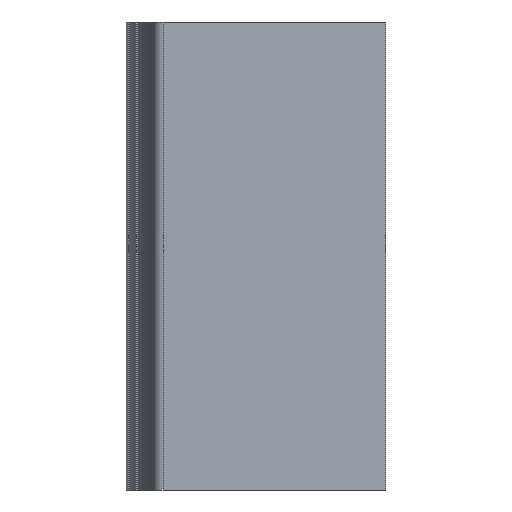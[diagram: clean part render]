
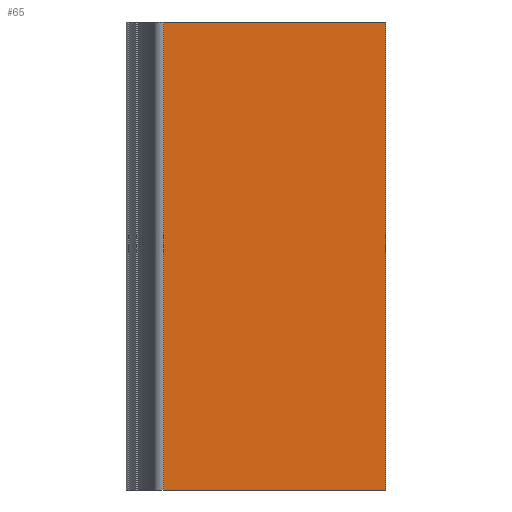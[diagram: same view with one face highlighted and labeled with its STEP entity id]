
A CAD part, left-side view. The second image highlights one B-rep face of the part: STEP entity #65.
In plain terms, the highlighted planar face has unit normal (-1, 0, 0).
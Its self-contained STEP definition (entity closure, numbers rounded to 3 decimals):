
#65 = ADVANCED_FACE( '', ( #155 ), #156, .F. );
#155 = FACE_OUTER_BOUND( '', #275, .T. );
#156 = PLANE( '', #276 );
#275 = EDGE_LOOP( '', ( #404, #405, #406, #407 ) );
#276 = AXIS2_PLACEMENT_3D( '', #408, #409, #410 );
#404 = ORIENTED_EDGE( '', *, *, #711, .T. );
#405 = ORIENTED_EDGE( '', *, *, #712, .F. );
#406 = ORIENTED_EDGE( '', *, *, #713, .F. );
#407 = ORIENTED_EDGE( '', *, *, #714, .T. );
#408 = CARTESIAN_POINT( '', ( 0., 21.375, 22.5 ) );
#409 = DIRECTION( '', ( 1., 0., 0. ) );
#410 = DIRECTION( '', ( 0., 0., -1. ) );
#711 = EDGE_CURVE( '', #847, #848, #849, .T. );
#712 = EDGE_CURVE( '', #850, #848, #851, .T. );
#713 = EDGE_CURVE( '', #852, #850, #853, .T. );
#714 = EDGE_CURVE( '', #852, #847, #854, .T. );
#847 = VERTEX_POINT( '', #1039 );
#848 = VERTEX_POINT( '', #1040 );
#849 = LINE( '', #1041, #1042 );
#850 = VERTEX_POINT( '', #1043 );
#851 = LINE( '', #1044, #1045 );
#852 = VERTEX_POINT( '', #1046 );
#853 = LINE( '', #1047, #1048 );
#854 = LINE( '', #1049, #1050 );
#1039 = CARTESIAN_POINT( '', ( 0., 21.375, -22.5 ) );
#1040 = CARTESIAN_POINT( '', ( 0., 0., -22.5 ) );
#1041 = CARTESIAN_POINT( '', ( 0., 21.375, -22.5 ) );
#1042 = VECTOR( '', #1260, 1000. );
#1043 = CARTESIAN_POINT( '', ( 0., 0., 22.5 ) );
#1044 = CARTESIAN_POINT( '', ( 0., 0., 22.5 ) );
#1045 = VECTOR( '', #1261, 1000. );
#1046 = CARTESIAN_POINT( '', ( 0., 21.375, 22.5 ) );
#1047 = CARTESIAN_POINT( '', ( 0., 21.375, 22.5 ) );
#1048 = VECTOR( '', #1262, 1000. );
#1049 = CARTESIAN_POINT( '', ( 0., 21.375, 22.5 ) );
#1050 = VECTOR( '', #1263, 1000. );
#1260 = DIRECTION( '', ( 0., -1., 0. ) );
#1261 = DIRECTION( '', ( 0., 0., -1. ) );
#1262 = DIRECTION( '', ( 0., -1., 0. ) );
#1263 = DIRECTION( '', ( 0., 0., -1. ) );
